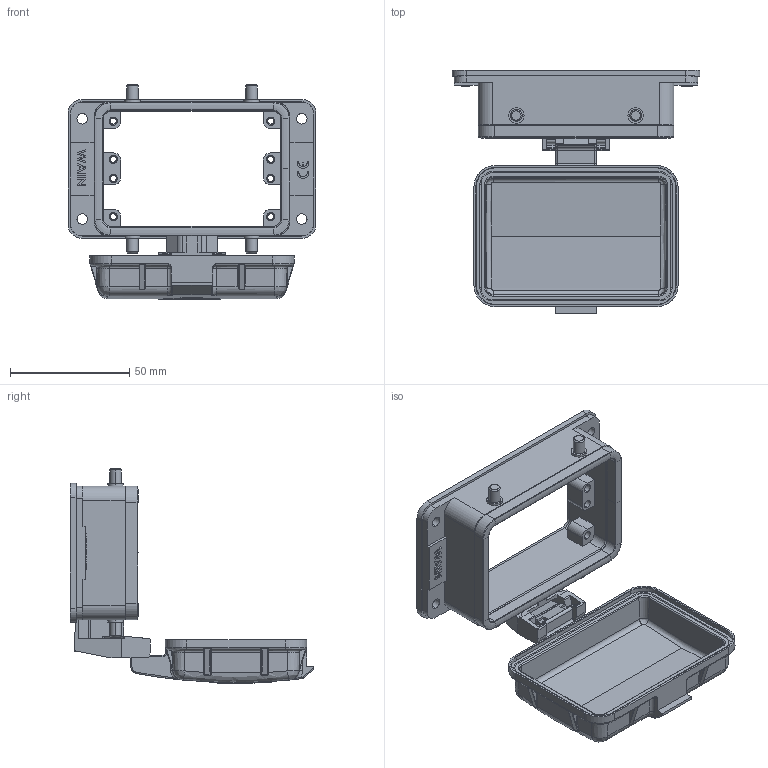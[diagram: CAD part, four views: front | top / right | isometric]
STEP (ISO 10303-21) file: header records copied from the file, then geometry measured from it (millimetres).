
FILE_DESCRIPTION(/* description */ (''),/* implementation_level */ '2;1');
FILE_NAME(/* name */ '3D_1100323701101_H32A-BK-4B-MCV_V1.1.stp',/* time_stamp */ '2023-12-12T15:29:44+08:00',/* author */ (''),/* organization */ (''),/* preprocessor_version */ 'ST-DEVELOPER v18.1',/* originating_system */ 'SIEMENS PLM Software NX 1980',/* authorisation */ '');
FILE_SCHEMA (('TECHNICAL_DATA_PACKAGING'));
Length unit declared in the file: millimetre
Products named in the file (1): 3D_1100323701101_H32A-BK-4B-MCV_V1.0_stp
Bounding box: 103.9 x 102.1 x 89.95 mm (x, y, z)
Volume: 62344.7 mm3; surface area: 47513.7 mm2
Topology: 1 solids, 1 shells, 1040 faces, 2629 edges, 1627 vertices
Faces by surface type: plane 407, cylinder 383, torus 150, bspline 64, cone 26, sphere 10
Entity records: 34153 total; most frequent: CARTESIAN_POINT 10575, ORIENTED_EDGE 5238, DIRECTION 4431, EDGE_CURVE 2619, VERTEX_POINT 1625, AXIS2_PLACEMENT_3D 1598, LINE 1235, VECTOR 1235
